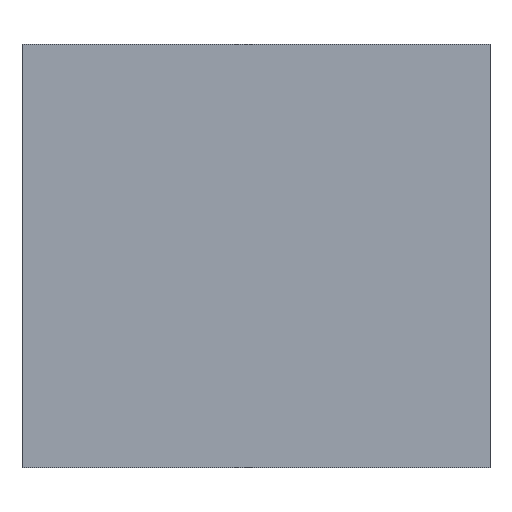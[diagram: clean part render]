
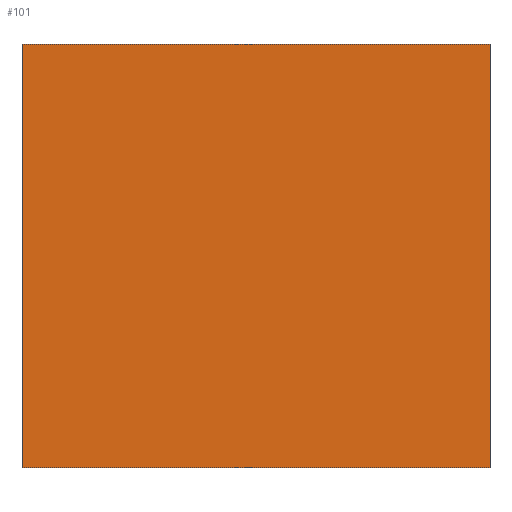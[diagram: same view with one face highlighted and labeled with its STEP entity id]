
A CAD part, front view. The second image highlights one B-rep face of the part: STEP entity #101.
In plain terms, the highlighted planar face has unit normal (0, -1, 0).
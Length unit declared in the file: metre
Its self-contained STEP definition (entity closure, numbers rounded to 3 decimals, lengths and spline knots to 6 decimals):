
#24=ORIENTED_EDGE('',*,*,#46,.T.);
#25=ORIENTED_EDGE('',*,*,#37,.T.);
#26=ORIENTED_EDGE('',*,*,#44,.F.);
#27=ORIENTED_EDGE('',*,*,#42,.F.);
#37=EDGE_CURVE('',#50,#48,#57,.T.);
#42=EDGE_CURVE('',#54,#55,#62,.T.);
#44=EDGE_CURVE('',#55,#48,#64,.T.);
#46=EDGE_CURVE('',#54,#50,#66,.T.);
#48=VERTEX_POINT('',#152);
#50=VERTEX_POINT('',#155);
#54=VERTEX_POINT('',#164);
#55=VERTEX_POINT('',#166);
#57=LINE('',#154,#69);
#62=LINE('',#165,#74);
#64=LINE('',#169,#76);
#66=LINE('',#172,#78);
#69=VECTOR('',#128,1.);
#74=VECTOR('',#135,1.);
#76=VECTOR('',#139,1.);
#78=VECTOR('',#143,1.);
#83=EDGE_LOOP('',(#24,#25,#26,#27));
#89=FACE_BOUND('',#83,.T.);
#95=PLANE('',#120);
#101=ADVANCED_FACE('',(#89),#95,.T.);
#120=AXIS2_PLACEMENT_3D('',#171,#141,#142);
#128=DIRECTION('',(-1.,0.,0.));
#135=DIRECTION('',(-1.,0.,0.));
#139=DIRECTION('',(0.,0.,1.));
#141=DIRECTION('',(0.,-1.,0.));
#142=DIRECTION('',(-1.,0.,0.));
#143=DIRECTION('',(0.,0.,1.));
#152=CARTESIAN_POINT('',(0.003793,-0.001053,0.0129));
#154=CARTESIAN_POINT('',(0.016393,-0.001053,0.0129));
#155=CARTESIAN_POINT('',(0.016393,-0.001053,0.0129));
#164=CARTESIAN_POINT('',(0.016393,-0.001053,0.0015));
#165=CARTESIAN_POINT('',(0.016393,-0.001053,0.0015));
#166=CARTESIAN_POINT('',(0.003793,-0.001053,0.0015));
#169=CARTESIAN_POINT('',(0.003793,-0.001053,0.0015));
#171=CARTESIAN_POINT('',(0.016393,-0.001053,0.0015));
#172=CARTESIAN_POINT('',(0.016393,-0.001053,0.0015));
